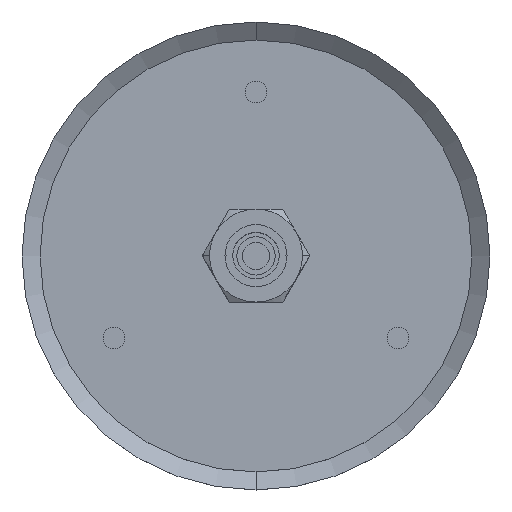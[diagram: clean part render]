
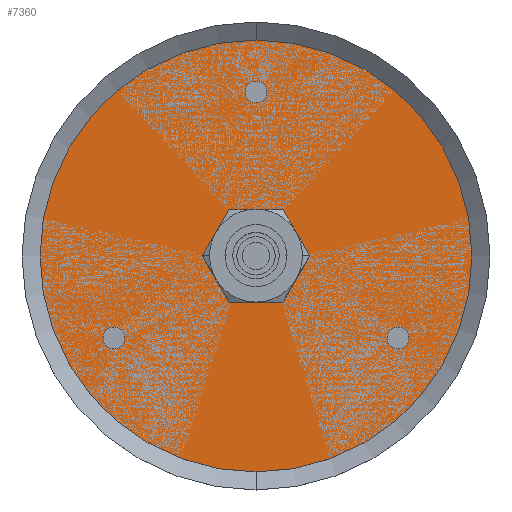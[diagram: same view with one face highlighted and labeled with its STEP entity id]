
A CAD part, top view. The second image highlights one B-rep face of the part: STEP entity #7360.
In plain terms, the highlighted face is planar.
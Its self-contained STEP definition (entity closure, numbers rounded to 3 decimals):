
#6210=CARTESIAN_POINT('',(0.,0.,-0.5));
#6220=DIRECTION('',(0.,0.,1.));
#6230=DIRECTION('',(1.,0.,0.));
#6240=AXIS2_PLACEMENT_3D('',#6210,#6220,#6230);
#6250=PLANE('',#6240);
#6260=CARTESIAN_POINT('',(25.981,15.,-0.5));
#6270=DIRECTION('',(0.,0.,1.));
#6280=DIRECTION('',(1.,0.,0.));
#6290=AXIS2_PLACEMENT_3D('',#6260,#6270,#6280);
#6300=CIRCLE('',#6290,2.);
#6310=CARTESIAN_POINT('',(27.981,15.,-0.5));
#6320=VERTEX_POINT('',#6310);
#6330=CARTESIAN_POINT('',(23.981,15.,-0.5));
#6340=VERTEX_POINT('',#6330);
#6350=EDGE_CURVE('',#6320,#6340,#6300,.T.);
#6360=ORIENTED_EDGE('',*,*,#6350,.T.);
#6370=EDGE_CURVE('',#6340,#6320,#6300,.T.);
#6380=ORIENTED_EDGE('',*,*,#6370,.T.);
#6390=EDGE_LOOP('',(#6380,#6360));
#6400=FACE_BOUND('',#6390,.T.);
#6410=CARTESIAN_POINT('',(-25.981,15.,-0.5));
#6420=DIRECTION('',(0.,0.,1.));
#6430=DIRECTION('',(1.,0.,0.));
#6440=AXIS2_PLACEMENT_3D('',#6410,#6420,#6430);
#6450=CIRCLE('',#6440,2.);
#6460=CARTESIAN_POINT('',(-23.981,15.,-0.5));
#6470=VERTEX_POINT('',#6460);
#6480=CARTESIAN_POINT('',(-27.981,15.,-0.5));
#6490=VERTEX_POINT('',#6480);
#6500=EDGE_CURVE('',#6470,#6490,#6450,.T.);
#6510=ORIENTED_EDGE('',*,*,#6500,.T.);
#6520=EDGE_CURVE('',#6490,#6470,#6450,.T.);
#6530=ORIENTED_EDGE('',*,*,#6520,.T.);
#6540=EDGE_LOOP('',(#6530,#6510));
#6550=FACE_BOUND('',#6540,.T.);
#6560=CARTESIAN_POINT('',(-8.372,0.,-0.5));
#6570=DIRECTION('',(0.5,-0.866,0.));
#6580=VECTOR('',#6570,1.);
#6590=LINE('',#6560,#6580);
#6600=CARTESIAN_POINT('',(-8.372,0.,-0.5));
#6610=VERTEX_POINT('',#6600);
#6620=CARTESIAN_POINT('',(-4.186,-7.25,-0.5));
#6630=VERTEX_POINT('',#6620);
#6640=EDGE_CURVE('',#6610,#6630,#6590,.T.);
#6650=ORIENTED_EDGE('',*,*,#6640,.T.);
#6660=CARTESIAN_POINT('',(-8.372,0.,-0.5));
#6670=DIRECTION('',(-0.5,-0.866,0.));
#6680=VECTOR('',#6670,1.);
#6690=LINE('',#6660,#6680);
#6700=CARTESIAN_POINT('',(-4.186,7.25,-0.5));
#6710=VERTEX_POINT('',#6700);
#6720=EDGE_CURVE('',#6710,#6610,#6690,.T.);
#6730=ORIENTED_EDGE('',*,*,#6720,.T.);
#6740=CARTESIAN_POINT('',(0.,7.25,-0.5));
#6750=DIRECTION('',(-1.,0.,0.));
#6760=VECTOR('',#6750,1.);
#6770=LINE('',#6740,#6760);
#6780=CARTESIAN_POINT('',(4.186,7.25,-0.5));
#6790=VERTEX_POINT('',#6780);
#6800=EDGE_CURVE('',#6790,#6710,#6770,.T.);
#6810=ORIENTED_EDGE('',*,*,#6800,.T.);
#6820=CARTESIAN_POINT('',(8.444,-0.125,-0.5));
#6830=DIRECTION('',(-0.5,0.866,0.));
#6840=VECTOR('',#6830,1.);
#6850=LINE('',#6820,#6840);
#6860=CARTESIAN_POINT('',(8.372,0.,-0.5));
#6870=VERTEX_POINT('',#6860);
#6880=EDGE_CURVE('',#6870,#6790,#6850,.T.);
#6890=ORIENTED_EDGE('',*,*,#6880,.T.);
#6900=CARTESIAN_POINT('',(8.372,0.,-0.5));
#6910=DIRECTION('',(0.5,0.866,0.));
#6920=VECTOR('',#6910,1.);
#6930=LINE('',#6900,#6920);
#6940=CARTESIAN_POINT('',(4.186,-7.25,-0.5));
#6950=VERTEX_POINT('',#6940);
#6960=EDGE_CURVE('',#6950,#6870,#6930,.T.);
#6970=ORIENTED_EDGE('',*,*,#6960,.T.);
#6980=CARTESIAN_POINT('',(0.,-7.25,-0.5));
#6990=DIRECTION('',(1.,0.,0.));
#7000=VECTOR('',#6990,1.);
#7010=LINE('',#6980,#7000);
#7020=EDGE_CURVE('',#6630,#6950,#7010,.T.);
#7030=ORIENTED_EDGE('',*,*,#7020,.T.);
#7040=EDGE_LOOP('',(#7030,#6970,#6890,#6810,#6730,#6650));
#7050=FACE_BOUND('',#7040,.T.);
#7060=CARTESIAN_POINT('',(0.,-30.,-0.5));
#7070=DIRECTION('',(0.,0.,1.));
#7080=DIRECTION('',(1.,0.,0.));
#7090=AXIS2_PLACEMENT_3D('',#7060,#7070,#7080);
#7100=CIRCLE('',#7090,2.);
#7110=CARTESIAN_POINT('',(2.,-30.,-0.5));
#7120=VERTEX_POINT('',#7110);
#7130=CARTESIAN_POINT('',(-2.,-30.,-0.5));
#7140=VERTEX_POINT('',#7130);
#7150=EDGE_CURVE('',#7120,#7140,#7100,.T.);
#7160=ORIENTED_EDGE('',*,*,#7150,.T.);
#7170=EDGE_CURVE('',#7140,#7120,#7100,.T.);
#7180=ORIENTED_EDGE('',*,*,#7170,.T.);
#7190=EDGE_LOOP('',(#7180,#7160));
#7200=FACE_BOUND('',#7190,.T.);
#7210=CARTESIAN_POINT('',(0.,0.,-0.5));
#7220=DIRECTION('',(0.,0.,1.));
#7230=DIRECTION('',(1.,0.,0.));
#7240=AXIS2_PLACEMENT_3D('',#7210,#7220,#7230);
#7250=CIRCLE('',#7240,39.5);
#7260=CARTESIAN_POINT('',(39.5,0.,-0.5));
#7270=VERTEX_POINT('',#7260);
#7280=CARTESIAN_POINT('',(-39.5,0.,-0.5));
#7290=VERTEX_POINT('',#7280);
#7300=EDGE_CURVE('',#7270,#7290,#7250,.T.);
#7310=ORIENTED_EDGE('',*,*,#7300,.F.);
#7320=EDGE_CURVE('',#7290,#7270,#7250,.T.);
#7330=ORIENTED_EDGE('',*,*,#7320,.F.);
#7340=EDGE_LOOP('',(#7330,#7310));
#7350=FACE_OUTER_BOUND('',#7340,.T.);
#7360=ADVANCED_FACE('',(#6400,#6550,#7050,#7200,#7350),#6250,.F.);
